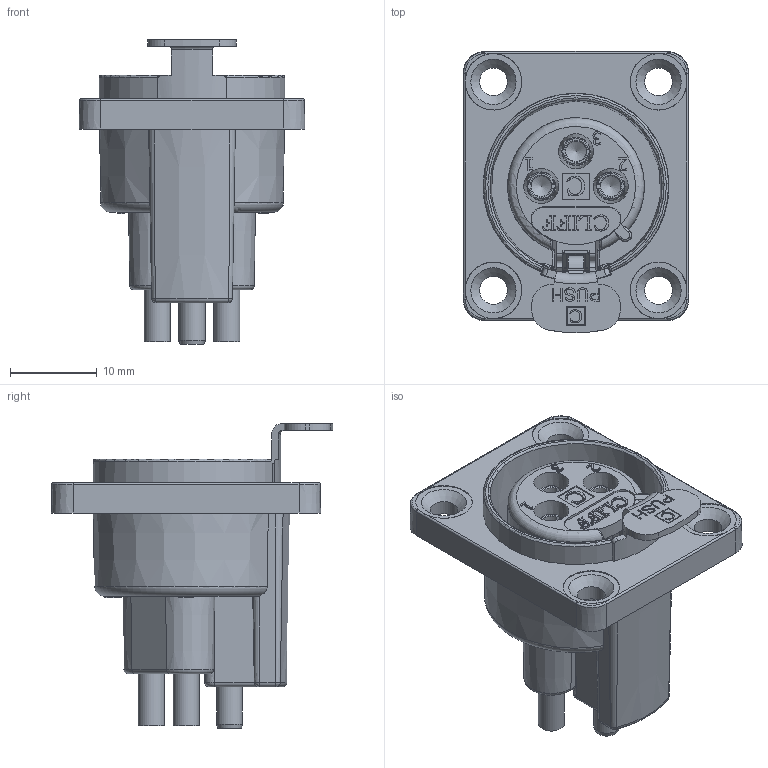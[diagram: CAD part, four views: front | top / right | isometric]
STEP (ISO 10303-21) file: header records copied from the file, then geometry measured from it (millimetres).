
FILE_DESCRIPTION(/* description */ (''),/* implementation_level */ '2;1');
FILE_NAME(/* name */ 'CP30080 Assembly_Shrinkwrap_2.stp',/* time_stamp */ '2016-04-28T11:24:21+01:00',/* author */ ('nbeasley'),/* organization */ (''),/* preprocessor_version */ 'ST-DEVELOPER v16.1',/* originating_system */ 'Autodesk Inventor 2016',/* authorisation */ '');
FILE_SCHEMA (('AUTOMOTIVE_DESIGN { 1 0 10303 214 3 1 1 }'));
Length unit declared in the file: inch
Products named in the file (1): CP30080 Assembly_Shrinkwrap_2
Bounding box: 26 x 32.37 x 35.1 mm (x, y, z)
Volume: 6071.2 mm3; surface area: 7888.5 mm2
Topology: 1 solids, 1 shells, 713 faces, 1935 edges, 1258 vertices
Faces by surface type: plane 358, bspline 164, cylinder 98, cone 64, torus 24, sphere 5
Full cylindrical faces by diameter (mm): 2.1 x4, 2.36 x3, 3 x4, 3.18 x3, 3.2 x4, 4 x3, 6.5 x4
Entity records: 24651 total; most frequent: CARTESIAN_POINT 7158, ORIENTED_EDGE 3736, DIRECTION 2960, EDGE_CURVE 1868, VERTEX_POINT 1240, LINE 1116, VECTOR 1116, AXIS2_PLACEMENT_3D 922
